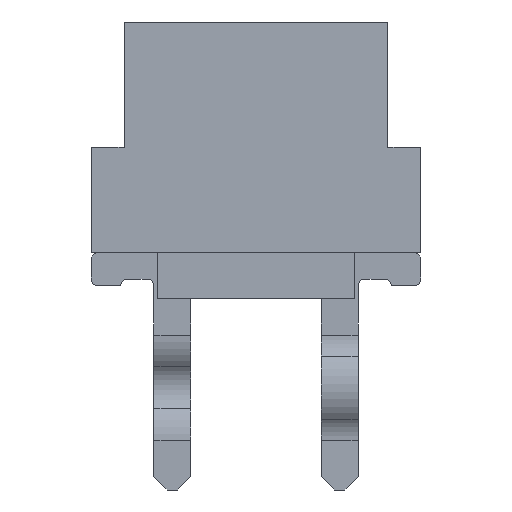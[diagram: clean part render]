
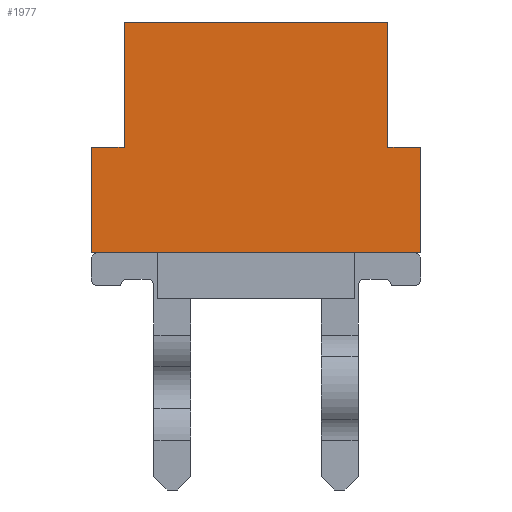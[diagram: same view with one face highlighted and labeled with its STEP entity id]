
A CAD part, left-side view. The second image highlights one B-rep face of the part: STEP entity #1977.
In plain terms, the highlighted planar face has unit normal (-1, 0, 0).
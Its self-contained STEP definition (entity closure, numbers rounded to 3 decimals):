
#1977=ADVANCED_FACE('',(#4254),#4255,.T.);
#4254=FACE_OUTER_BOUND('',#6879,.T.);
#4255=PLANE('',#6880);
#6879=EDGE_LOOP('',(#13118,#13119,#13120,#13121,#13122,#13123,#13124,#13125));
#6880=AXIS2_PLACEMENT_3D('',#13126,#13127,#13128);
#13118=ORIENTED_EDGE('',*,*,#18243,.T.);
#13119=ORIENTED_EDGE('',*,*,#18298,.T.);
#13120=ORIENTED_EDGE('',*,*,#18299,.T.);
#13121=ORIENTED_EDGE('',*,*,#18300,.T.);
#13122=ORIENTED_EDGE('',*,*,#18301,.T.);
#13123=ORIENTED_EDGE('',*,*,#18302,.T.);
#13124=ORIENTED_EDGE('',*,*,#18303,.T.);
#13125=ORIENTED_EDGE('',*,*,#18237,.T.);
#13126=CARTESIAN_POINT('',(-8.652,0.0,0.0));
#13127=DIRECTION('',(-1.0,0.0,0.0));
#13128=DIRECTION('',(0.0,0.0,1.0));
#18237=EDGE_CURVE('',#22588,#22593,#22595,.T.);
#18243=EDGE_CURVE('',#22593,#22602,#22604,.T.);
#18298=EDGE_CURVE('',#22602,#22690,#22691,.T.);
#18299=EDGE_CURVE('',#22690,#22692,#22693,.T.);
#18300=EDGE_CURVE('',#22692,#22694,#22695,.T.);
#18301=EDGE_CURVE('',#22694,#22696,#22697,.T.);
#18302=EDGE_CURVE('',#22696,#22698,#22699,.T.);
#18303=EDGE_CURVE('',#22698,#22588,#22700,.T.);
#22588=VERTEX_POINT('',#28623);
#22593=VERTEX_POINT('',#28630);
#22595=LINE('',#28633,#28634);
#22602=VERTEX_POINT('',#28643);
#22604=LINE('',#28646,#28647);
#22690=VERTEX_POINT('',#28776);
#22691=LINE('',#28777,#28778);
#22692=VERTEX_POINT('',#28779);
#22693=LINE('',#28780,#28781);
#22694=VERTEX_POINT('',#28782);
#22695=LINE('',#28783,#28784);
#22696=VERTEX_POINT('',#28785);
#22697=LINE('',#28786,#28787);
#22698=VERTEX_POINT('',#28788);
#22699=LINE('',#28789,#28790);
#22700=LINE('',#28791,#28792);
#28623=CARTESIAN_POINT('',(-8.652,2.0,0.));
#28630=CARTESIAN_POINT('',(-8.652,2.5,0.));
#28633=CARTESIAN_POINT('',(-8.652,2.0,0.));
#28634=VECTOR('',#33825,1000.0);
#28643=CARTESIAN_POINT('',(-8.652,2.5,-1.6));
#28646=CARTESIAN_POINT('',(-8.652,2.5,0.));
#28647=VECTOR('',#33832,1000.0);
#28776=CARTESIAN_POINT('',(-8.652,-2.5,-1.6));
#28777=CARTESIAN_POINT('',(-8.652,2.5,-1.6));
#28778=VECTOR('',#33876,1000.0);
#28779=CARTESIAN_POINT('',(-8.652,-2.5,0.));
#28780=CARTESIAN_POINT('',(-8.652,-2.5,-1.6));
#28781=VECTOR('',#33877,1000.0);
#28782=CARTESIAN_POINT('',(-8.652,-2.0,0.));
#28783=CARTESIAN_POINT('',(-8.652,-2.5,0.));
#28784=VECTOR('',#33878,1000.0);
#28785=CARTESIAN_POINT('',(-8.652,-2.0,1.9));
#28786=CARTESIAN_POINT('',(-8.652,-2.0,0.));
#28787=VECTOR('',#33879,1000.0);
#28788=CARTESIAN_POINT('',(-8.652,2.0,1.9));
#28789=CARTESIAN_POINT('',(-8.652,-2.0,1.9));
#28790=VECTOR('',#33880,1000.0);
#28791=CARTESIAN_POINT('',(-8.652,2.0,1.9));
#28792=VECTOR('',#33881,1000.0);
#33825=DIRECTION('',(0.0,1.0,0.0));
#33832=DIRECTION('',(0.0,0.0,-1.0));
#33876=DIRECTION('',(0.0,-1.0,0.0));
#33877=DIRECTION('',(0.0,0.0,1.0));
#33878=DIRECTION('',(0.0,1.0,0.0));
#33879=DIRECTION('',(0.0,0.0,1.0));
#33880=DIRECTION('',(0.0,1.0,0.0));
#33881=DIRECTION('',(0.0,0.,-1.0));
